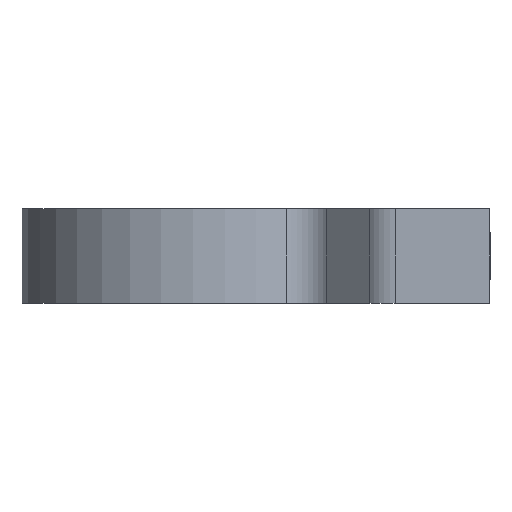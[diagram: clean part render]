
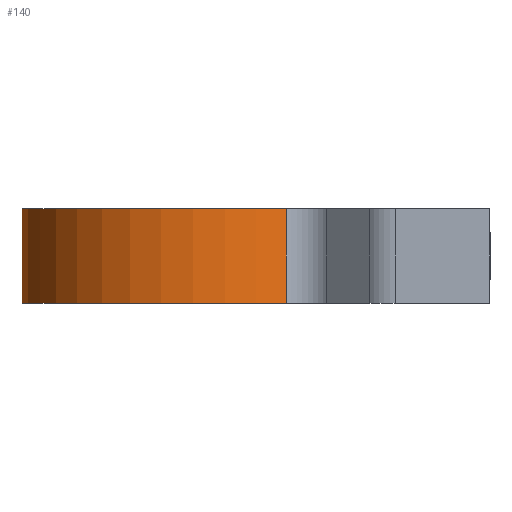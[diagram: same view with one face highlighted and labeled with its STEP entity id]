
A CAD part, left-side view. The second image highlights one B-rep face of the part: STEP entity #140.
In plain terms, the highlighted cylindrical face has radius 15.5 mm (diameter 31 mm), a partial arc.
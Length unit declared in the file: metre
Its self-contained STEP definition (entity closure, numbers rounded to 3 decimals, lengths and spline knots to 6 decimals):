
#140 = ADVANCED_FACE( 'NONE', ( #298 ), #299, .T. );
#298 = FACE_OUTER_BOUND( '', #1961, .T. );
#299 = CYLINDRICAL_SURFACE( '', #1962, 0.0155 );
#1961 = EDGE_LOOP( '', ( #2943, #2944, #2945, #2946, #2947, #2948 ) );
#1962 = AXIS2_PLACEMENT_3D( '', #2949, #2950, #2951 );
#2943 = ORIENTED_EDGE( '', *, *, #3384, .F. );
#2944 = ORIENTED_EDGE( '', *, *, #3272, .T. );
#2945 = ORIENTED_EDGE( '', *, *, #3406, .F. );
#2946 = ORIENTED_EDGE( '', *, *, #3594, .T. );
#2947 = ORIENTED_EDGE( '', *, *, #3540, .T. );
#2948 = ORIENTED_EDGE( '', *, *, #3595, .T. );
#2949 = CARTESIAN_POINT( '', ( 0., 0., 0.008 ) );
#2950 = DIRECTION( '', ( 0., 0., 1. ) );
#2951 = DIRECTION( '', ( -1., 0., 0. ) );
#3272 = EDGE_CURVE( 'NONE', #3724, #3721, #3725, .T. );
#3384 = EDGE_CURVE( 'NONE', #3724, #3938, #3939, .T. );
#3406 = EDGE_CURVE( 'NONE', #3975, #3721, #3977, .T. );
#3540 = EDGE_CURVE( 'NONE', #4216, #4214, #4217, .T. );
#3594 = EDGE_CURVE( 'NONE', #3975, #4216, #4297, .T. );
#3595 = EDGE_CURVE( 'NONE', #4214, #3938, #4298, .T. );
#3721 = VERTEX_POINT( 'NONE', #5013 );
#3724 = VERTEX_POINT( 'NONE', #5029 );
#3725 = LINE( '', #5030, #5031 );
#3938 = VERTEX_POINT( 'NONE', #6502 );
#3939 = CIRCLE( '', #6503, 0.0155 );
#3975 = VERTEX_POINT( 'NONE', #6565 );
#3977 = B_SPLINE_CURVE_WITH_KNOTS( '', 3, ( #6581, #6582, #6583, #6584, #6585, #6586, #6587, #6588, #6589, #6590, #6591, #6592, #6593, #6594, #6595, #6596, #6597, #6598, #6599, #6600, #6601 ), .UNSPECIFIED., .F., .F., ( 4, 1, 1, 1, 1, 1, 1, 1, 1, 1, 1, 1, 1, 1, 1, 1, 1, 1, 4 ), ( 0., 0.032257, 0.063706, 0.094389, 0.124345, 0.18864, 0.249168, 0.313585, 0.374229, 0.437485, 0.498937, 0.560733, 0.624316, 0.685074, 0.749623, 0.810133, 0.874424, 0.93564, 1. ), .UNSPECIFIED. );
#4214 = VERTEX_POINT( 'NONE', #8114 );
#4216 = VERTEX_POINT( 'NONE', #8116 );
#4217 = CIRCLE( '', #8117, 0.0155 );
#4297 = LINE( '', #8569, #8570 );
#4298 = LINE( '', #8571, #8572 );
#5013 = CARTESIAN_POINT( '', ( 0.013976, 0.006703, 0.006862 ) );
#5029 = CARTESIAN_POINT( '', ( 0.013976, 0.006703, 0.008 ) );
#5030 = CARTESIAN_POINT( '', ( 0.013976, 0.006703, 0.008 ) );
#5031 = VECTOR( '', #9027, 1. );
#6502 = CARTESIAN_POINT( '', ( -0.013922, -0.006813, 0.008 ) );
#6503 = AXIS2_PLACEMENT_3D( '', #9064, #9065, #9066 );
#6565 = CARTESIAN_POINT( '', ( 0.013976, 0.006703, 0.001138 ) );
#6581 = CARTESIAN_POINT( '', ( 0.013976, 0.006703, 0.001138 ) );
#6582 = CARTESIAN_POINT( '', ( 0.013938, 0.006781, 0.001168 ) );
#6583 = CARTESIAN_POINT( '', ( 0.013863, 0.006934, 0.001226 ) );
#6584 = CARTESIAN_POINT( '', ( 0.01375, 0.007156, 0.001324 ) );
#6585 = CARTESIAN_POINT( '', ( 0.013638, 0.007368, 0.00143 ) );
#6586 = CARTESIAN_POINT( '', ( 0.013485, 0.007646, 0.001587 ) );
#6587 = CARTESIAN_POINT( '', ( 0.013294, 0.007974, 0.00181 ) );
#6588 = CARTESIAN_POINT( '', ( 0.013069, 0.008336, 0.002139 ) );
#6589 = CARTESIAN_POINT( '', ( 0.012868, 0.008643, 0.002519 ) );
#6590 = CARTESIAN_POINT( '', ( 0.0127, 0.008888, 0.002967 ) );
#6591 = CARTESIAN_POINT( '', ( 0.012588, 0.009045, 0.003462 ) );
#6592 = CARTESIAN_POINT( '', ( 0.012547, 0.009101, 0.003992 ) );
#6593 = CARTESIAN_POINT( '', ( 0.012585, 0.009048, 0.004523 ) );
#6594 = CARTESIAN_POINT( '', ( 0.012696, 0.008893, 0.005021 ) );
#6595 = CARTESIAN_POINT( '', ( 0.012864, 0.00865, 0.005472 ) );
#6596 = CARTESIAN_POINT( '', ( 0.013065, 0.008343, 0.005854 ) );
#6597 = CARTESIAN_POINT( '', ( 0.01329, 0.007981, 0.006184 ) );
#6598 = CARTESIAN_POINT( '', ( 0.013518, 0.007588, 0.006453 ) );
#6599 = CARTESIAN_POINT( '', ( 0.013752, 0.007159, 0.006683 ) );
#6600 = CARTESIAN_POINT( '', ( 0.0139, 0.006857, 0.006801 ) );
#6601 = CARTESIAN_POINT( '', ( 0.013976, 0.006703, 0.006862 ) );
#8114 = CARTESIAN_POINT( '', ( -0.013922, -0.006813, 0. ) );
#8116 = CARTESIAN_POINT( '', ( 0.013976, 0.006703, 0. ) );
#8117 = AXIS2_PLACEMENT_3D( '', #9170, #9171, #9172 );
#8569 = CARTESIAN_POINT( '', ( 0.013976, 0.006703, 0.008 ) );
#8570 = VECTOR( '', #9199, 1. );
#8571 = CARTESIAN_POINT( '', ( -0.013922, -0.006813, 0.008 ) );
#8572 = VECTOR( '', #9200, 1. );
#9027 = DIRECTION( '', ( 0., 0., -1. ) );
#9064 = CARTESIAN_POINT( '', ( 0., 0., 0.008 ) );
#9065 = DIRECTION( '', ( 0., 0., 1. ) );
#9066 = DIRECTION( '', ( 1., 0., 0. ) );
#9170 = CARTESIAN_POINT( '', ( 0., 0., 0. ) );
#9171 = DIRECTION( '', ( 0., 0., 1. ) );
#9172 = DIRECTION( '', ( 1., 0., 0. ) );
#9199 = DIRECTION( '', ( 0., 0., -1. ) );
#9200 = DIRECTION( '', ( 0., 0., 1. ) );
